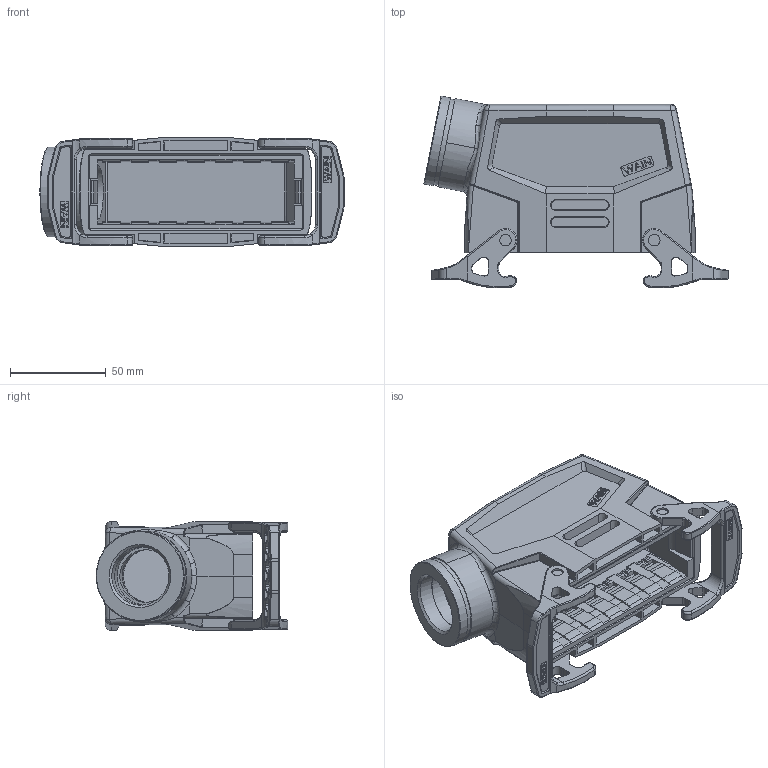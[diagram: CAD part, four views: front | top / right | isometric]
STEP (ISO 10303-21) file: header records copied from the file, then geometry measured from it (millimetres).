
FILE_DESCRIPTION(/* description */ (''),/* implementation_level */ '2;1');
FILE_NAME(/* name */ '3D_1290245471500_HM24B.P-SEH-2L-M32_V1.0.stp',/* time_stamp */ '2024-03-20T13:33:34+08:00',/* author */ (''),/* organization */ (''),/* preprocessor_version */ 'ST-DEVELOPER v18.1',/* originating_system */ 'SIEMENS PLM Software NX 1980',/* authorisation */ '');
FILE_SCHEMA (('AUTOMOTIVE_DESIGN { 1 0 10303 214 3 1 1 1 }'));
Products named in the file (1): _model2
Bounding box: 159.08 x 100.33 x 57 mm (x, y, z)
Volume: 188586.7 mm3; surface area: 86545.6 mm2
Topology: 1 solids, 3 shells, 1580 faces, 4444 edges, 2909 vertices
Faces by surface type: plane 868, cylinder 533, torus 107, bspline 39, cone 23, sphere 10
Full cylindrical faces by diameter (mm): 27.5 x1, 28 x1, 30.4 x2, 30.5 x1, 45.8 x1, 47 x1
Entity records: 57090 total; most frequent: CARTESIAN_POINT 18225, ORIENTED_EDGE 8840, DIRECTION 7030, EDGE_CURVE 4420, VERTEX_POINT 2905, LINE 2566, VECTOR 2566, AXIS2_PLACEMENT_3D 2232
